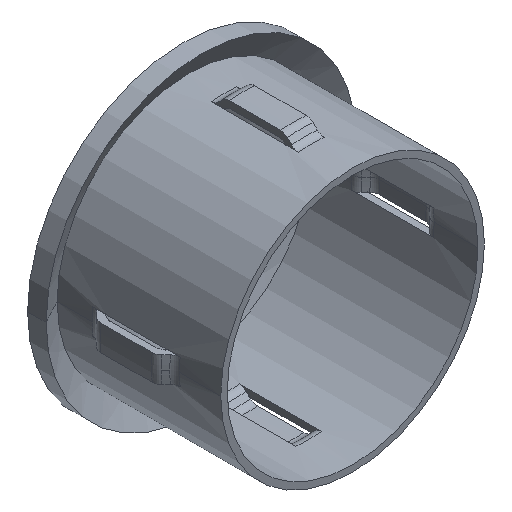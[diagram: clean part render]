
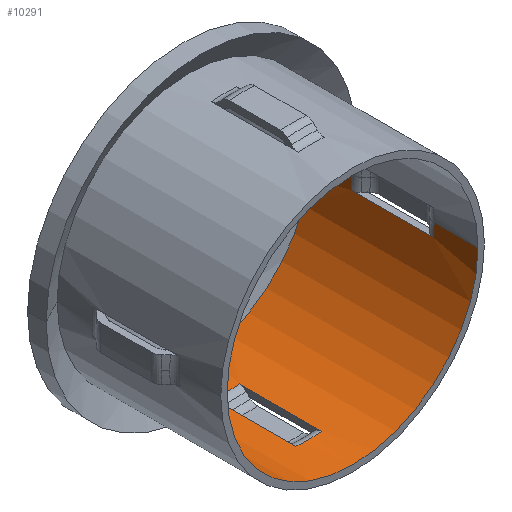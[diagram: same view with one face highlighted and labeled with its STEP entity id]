
A CAD part, isometric view. The second image highlights one B-rep face of the part: STEP entity #10291.
In plain terms, the highlighted cylindrical face has radius 19.5 mm (diameter 39 mm), a partial arc.
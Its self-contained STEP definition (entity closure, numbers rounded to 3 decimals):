
#159 = CARTESIAN_POINT ( 'NONE',  ( -19.397, 6.829, -2. ) ) ;
#166 = VERTEX_POINT ( 'NONE', #2457 ) ;
#170 = LINE ( 'NONE', #3491, #3414 ) ;
#175 = EDGE_CURVE ( 'NONE', #581, #10129, #170, .T. ) ;
#498 = ORIENTED_EDGE ( 'NONE', *, *, #5840, .F. ) ;
#581 = VERTEX_POINT ( 'NONE', #3478 ) ;
#589 = CIRCLE ( 'NONE', #3704, 19.5 ) ;
#718 = EDGE_CURVE ( 'NONE', #4741, #5377, #2192, .T. ) ;
#840 = DIRECTION ( 'NONE',  ( 1., 0., 0. ) ) ;
#1048 = VERTEX_POINT ( 'NONE', #8140 ) ;
#1146 = CIRCLE ( 'NONE', #5364, 19.5 ) ;
#1213 = CARTESIAN_POINT ( 'NONE',  ( 19.397, 19.586, -2. ) ) ;
#1268 = LINE ( 'NONE', #5977, #12952 ) ;
#1381 = VERTEX_POINT ( 'NONE', #4383 ) ;
#1468 = FACE_OUTER_BOUND ( 'NONE', #3535, .T. ) ;
#1472 = CARTESIAN_POINT ( 'NONE',  ( -19.5, 0., 0. ) ) ;
#1482 = LINE ( 'NONE', #8586, #5110 ) ;
#1506 = VECTOR ( 'NONE', #6087, 1000. ) ;
#1510 = CARTESIAN_POINT ( 'NONE',  ( -2., 6.829, -19.397 ) ) ;
#1639 = LINE ( 'NONE', #5387, #10048 ) ;
#1822 = CARTESIAN_POINT ( 'NONE',  ( 0., 25.913, 0. ) ) ;
#1971 = ORIENTED_EDGE ( 'NONE', *, *, #3727, .F. ) ;
#1984 = ORIENTED_EDGE ( 'NONE', *, *, #718, .T. ) ;
#2073 = EDGE_CURVE ( 'NONE', #581, #5377, #9912, .T. ) ;
#2192 = LINE ( 'NONE', #9547, #1506 ) ;
#2426 = ORIENTED_EDGE ( 'NONE', *, *, #175, .T. ) ;
#2457 = CARTESIAN_POINT ( 'NONE',  ( 2., 6.829, -19.397 ) ) ;
#2643 = DIRECTION ( 'NONE',  ( 0., -1., 0. ) ) ;
#2877 = AXIS2_PLACEMENT_3D ( 'NONE', #8172, #12555, #5942 ) ;
#3178 = VERTEX_POINT ( 'NONE', #13607 ) ;
#3239 = CARTESIAN_POINT ( 'NONE',  ( -19.397, 19.586, -2. ) ) ;
#3414 = VECTOR ( 'NONE', #13449, 1000. ) ;
#3478 = CARTESIAN_POINT ( 'NONE',  ( -19.5, 6.829, 0. ) ) ;
#3491 = CARTESIAN_POINT ( 'NONE',  ( -19.5, 30.1, 0. ) ) ;
#3535 = EDGE_LOOP ( 'NONE', ( #4577, #7870, #8636, #1984, #5189, #2426, #13118, #6321, #8001, #1971, #6665, #9607 ) ) ;
#3554 = EDGE_CURVE ( 'NONE', #12109, #4741, #1146, .T. ) ;
#3610 = ORIENTED_EDGE ( 'NONE', *, *, #12237, .F. ) ;
#3644 = VERTEX_POINT ( 'NONE', #7137 ) ;
#3704 = AXIS2_PLACEMENT_3D ( 'NONE', #5407, #4239, #13098 ) ;
#3727 = EDGE_CURVE ( 'NONE', #5357, #6797, #1639, .T. ) ;
#3777 = ORIENTED_EDGE ( 'NONE', *, *, #7900, .T. ) ;
#3789 = DIRECTION ( 'NONE',  ( 1., 0., 0. ) ) ;
#3905 = AXIS2_PLACEMENT_3D ( 'NONE', #9727, #10743, #4136 ) ;
#3923 = DIRECTION ( 'NONE',  ( 0., -1., 0. ) ) ;
#4136 = DIRECTION ( 'NONE',  ( 1., 0., 0. ) ) ;
#4239 = DIRECTION ( 'NONE',  ( 0., -1., 0. ) ) ;
#4383 = CARTESIAN_POINT ( 'NONE',  ( 19.5, 25.913, 0. ) ) ;
#4498 = DIRECTION ( 'NONE',  ( 0., -1., 0. ) ) ;
#4577 = ORIENTED_EDGE ( 'NONE', *, *, #5082, .F. ) ;
#4741 = VERTEX_POINT ( 'NONE', #3239 ) ;
#4904 = DIRECTION ( 'NONE',  ( 1., 0., 0. ) ) ;
#4927 = CARTESIAN_POINT ( 'NONE',  ( 2., 19.586, -19.397 ) ) ;
#4962 = VERTEX_POINT ( 'NONE', #1510 ) ;
#5082 = EDGE_CURVE ( 'NONE', #3178, #1381, #14190, .T. ) ;
#5110 = VECTOR ( 'NONE', #10792, 1000. ) ;
#5189 = ORIENTED_EDGE ( 'NONE', *, *, #2073, .F. ) ;
#5348 = CARTESIAN_POINT ( 'NONE',  ( 0., 6.829, 0. ) ) ;
#5357 = VERTEX_POINT ( 'NONE', #1213 ) ;
#5364 = AXIS2_PLACEMENT_3D ( 'NONE', #5985, #11469, #4904 ) ;
#5377 = VERTEX_POINT ( 'NONE', #159 ) ;
#5387 = CARTESIAN_POINT ( 'NONE',  ( 19.397, 20., -2. ) ) ;
#5407 = CARTESIAN_POINT ( 'NONE',  ( 0., 6.829, 0. ) ) ;
#5445 = DIRECTION ( 'NONE',  ( 1., 0., 0. ) ) ;
#5613 = EDGE_CURVE ( 'NONE', #3178, #12109, #11934, .T. ) ;
#5648 = CARTESIAN_POINT ( 'NONE',  ( -19.5, 30.1, 0. ) ) ;
#5769 = CIRCLE ( 'NONE', #3905, 19.5 ) ;
#5840 = EDGE_CURVE ( 'NONE', #4962, #166, #589, .T. ) ;
#5878 = CARTESIAN_POINT ( 'NONE',  ( 0., 0., 0. ) ) ;
#5942 = DIRECTION ( 'NONE',  ( 1., 0., 0. ) ) ;
#5977 = CARTESIAN_POINT ( 'NONE',  ( 2., 20., -19.397 ) ) ;
#5985 = CARTESIAN_POINT ( 'NONE',  ( 0., 19.586, 0. ) ) ;
#6065 = CARTESIAN_POINT ( 'NONE',  ( 19.5, 30.1, 0. ) ) ;
#6087 = DIRECTION ( 'NONE',  ( 0., -1., 0. ) ) ;
#6187 = AXIS2_PLACEMENT_3D ( 'NONE', #8545, #8415, #11883 ) ;
#6321 = ORIENTED_EDGE ( 'NONE', *, *, #10368, .F. ) ;
#6569 = CARTESIAN_POINT ( 'NONE',  ( 19.5, 0., 0. ) ) ;
#6665 = ORIENTED_EDGE ( 'NONE', *, *, #11462, .T. ) ;
#6703 = DIRECTION ( 'NONE',  ( 0., -1., 0. ) ) ;
#6797 = VERTEX_POINT ( 'NONE', #10606 ) ;
#6912 = CARTESIAN_POINT ( 'NONE',  ( -2., 20., -19.397 ) ) ;
#6964 = CIRCLE ( 'NONE', #2877, 19.5 ) ;
#7109 = VECTOR ( 'NONE', #2643, 1000. ) ;
#7137 = CARTESIAN_POINT ( 'NONE',  ( -2., 19.586, -19.397 ) ) ;
#7165 = CARTESIAN_POINT ( 'NONE',  ( 19.5, 6.829, 0. ) ) ;
#7397 = CARTESIAN_POINT ( 'NONE',  ( 0., 19.586, 0. ) ) ;
#7479 = LINE ( 'NONE', #6912, #10571 ) ;
#7488 = AXIS2_PLACEMENT_3D ( 'NONE', #7397, #12890, #840 ) ;
#7682 = FACE_BOUND ( 'NONE', #8989, .T. ) ;
#7870 = ORIENTED_EDGE ( 'NONE', *, *, #5613, .T. ) ;
#7900 = EDGE_CURVE ( 'NONE', #8412, #166, #1268, .T. ) ;
#8001 = ORIENTED_EDGE ( 'NONE', *, *, #11152, .F. ) ;
#8140 = CARTESIAN_POINT ( 'NONE',  ( 19.5, 19.586, 0. ) ) ;
#8172 = CARTESIAN_POINT ( 'NONE',  ( 0., 6.829, 0. ) ) ;
#8344 = CYLINDRICAL_SURFACE ( 'NONE', #6187, 19.5 ) ;
#8412 = VERTEX_POINT ( 'NONE', #4927 ) ;
#8415 = DIRECTION ( 'NONE',  ( 0., -1., 0. ) ) ;
#8545 = CARTESIAN_POINT ( 'NONE',  ( 0., 30.1, 0. ) ) ;
#8586 = CARTESIAN_POINT ( 'NONE',  ( 19.5, 30.1, 0. ) ) ;
#8636 = ORIENTED_EDGE ( 'NONE', *, *, #3554, .T. ) ;
#8680 = DIRECTION ( 'NONE',  ( 0., -1., 0. ) ) ;
#8989 = EDGE_LOOP ( 'NONE', ( #498, #3610, #13166, #3777 ) ) ;
#8995 = VECTOR ( 'NONE', #4498, 1000. ) ;
#9122 = DIRECTION ( 'NONE',  ( 0., -1., 0. ) ) ;
#9311 = VERTEX_POINT ( 'NONE', #6569 ) ;
#9486 = DIRECTION ( 'NONE',  ( 0., -1., 0. ) ) ;
#9547 = CARTESIAN_POINT ( 'NONE',  ( -19.397, 20., -2. ) ) ;
#9607 = ORIENTED_EDGE ( 'NONE', *, *, #13323, .F. ) ;
#9727 = CARTESIAN_POINT ( 'NONE',  ( 0., 19.586, 0. ) ) ;
#9865 = CARTESIAN_POINT ( 'NONE',  ( -19.5, 19.586, 0. ) ) ;
#9912 = CIRCLE ( 'NONE', #13284, 19.5 ) ;
#10048 = VECTOR ( 'NONE', #6703, 1000. ) ;
#10129 = VERTEX_POINT ( 'NONE', #1472 ) ;
#10291 = ADVANCED_FACE ( 'NONE', ( #7682, #1468 ), #8344, .F. ) ;
#10295 = DIRECTION ( 'NONE',  ( 1., 0., 0. ) ) ;
#10368 = EDGE_CURVE ( 'NONE', #10898, #9311, #1482, .T. ) ;
#10442 = EDGE_CURVE ( 'NONE', #3644, #8412, #13527, .T. ) ;
#10571 = VECTOR ( 'NONE', #9122, 1000. ) ;
#10606 = CARTESIAN_POINT ( 'NONE',  ( 19.397, 6.829, -2. ) ) ;
#10743 = DIRECTION ( 'NONE',  ( 0., -1., 0. ) ) ;
#10792 = DIRECTION ( 'NONE',  ( 0., -1., 0. ) ) ;
#10898 = VERTEX_POINT ( 'NONE', #7165 ) ;
#11152 = EDGE_CURVE ( 'NONE', #6797, #10898, #6964, .T. ) ;
#11462 = EDGE_CURVE ( 'NONE', #5357, #1048, #5769, .T. ) ;
#11469 = DIRECTION ( 'NONE',  ( 0., -1., 0. ) ) ;
#11559 = DIRECTION ( 'NONE',  ( 0., -1., 0. ) ) ;
#11591 = CIRCLE ( 'NONE', #12867, 19.5 ) ;
#11883 = DIRECTION ( 'NONE',  ( 1., 0., 0. ) ) ;
#11934 = LINE ( 'NONE', #5648, #8995 ) ;
#11945 = LINE ( 'NONE', #6065, #7109 ) ;
#12109 = VERTEX_POINT ( 'NONE', #9865 ) ;
#12174 = AXIS2_PLACEMENT_3D ( 'NONE', #1822, #9486, #3789 ) ;
#12237 = EDGE_CURVE ( 'NONE', #3644, #4962, #7479, .T. ) ;
#12555 = DIRECTION ( 'NONE',  ( 0., -1., 0. ) ) ;
#12867 = AXIS2_PLACEMENT_3D ( 'NONE', #5878, #11559, #10295 ) ;
#12890 = DIRECTION ( 'NONE',  ( 0., -1., 0. ) ) ;
#12952 = VECTOR ( 'NONE', #3923, 1000. ) ;
#13098 = DIRECTION ( 'NONE',  ( 1., 0., 0. ) ) ;
#13118 = ORIENTED_EDGE ( 'NONE', *, *, #13335, .T. ) ;
#13166 = ORIENTED_EDGE ( 'NONE', *, *, #10442, .T. ) ;
#13284 = AXIS2_PLACEMENT_3D ( 'NONE', #5348, #8680, #5445 ) ;
#13323 = EDGE_CURVE ( 'NONE', #1381, #1048, #11945, .T. ) ;
#13335 = EDGE_CURVE ( 'NONE', #10129, #9311, #11591, .T. ) ;
#13449 = DIRECTION ( 'NONE',  ( 0., -1., 0. ) ) ;
#13527 = CIRCLE ( 'NONE', #7488, 19.5 ) ;
#13607 = CARTESIAN_POINT ( 'NONE',  ( -19.5, 25.913, 0. ) ) ;
#14190 = CIRCLE ( 'NONE', #12174, 19.5 ) ;
